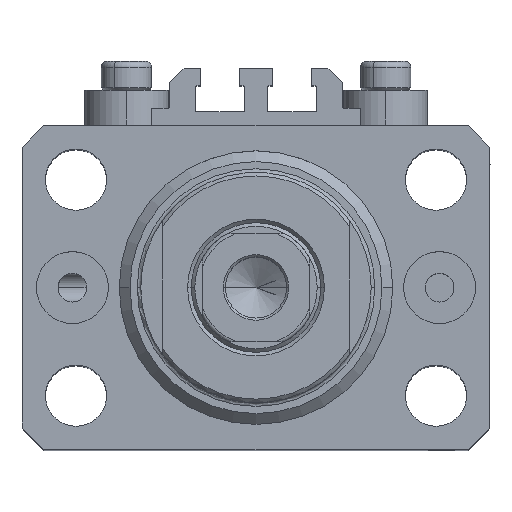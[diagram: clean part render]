
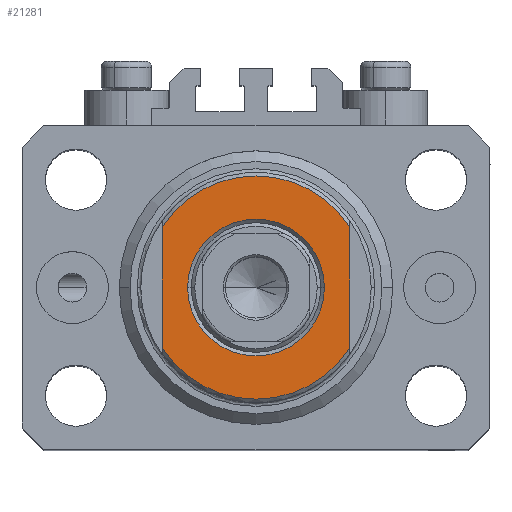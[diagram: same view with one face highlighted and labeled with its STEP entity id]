
A CAD part, top view. The second image highlights one B-rep face of the part: STEP entity #21281.
In plain terms, the highlighted face is planar.
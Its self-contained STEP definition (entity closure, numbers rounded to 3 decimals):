
#308 = VECTOR ( 'NONE', #11899, 1000. ) ;
#440 = LINE ( 'NONE', #23147, #308 ) ;
#1118 = VERTEX_POINT ( 'NONE', #20527 ) ;
#1490 = CARTESIAN_POINT ( 'NONE',  ( 0., 0., -6.5 ) ) ;
#2431 = DIRECTION ( 'NONE',  ( -1., 0., 0. ) ) ;
#5440 = EDGE_CURVE ( 'NONE', #21392, #34634, #45248, .T. ) ;
#9829 = FACE_BOUND ( 'NONE', #35472, .T. ) ;
#10405 = EDGE_CURVE ( 'NONE', #32459, #31220, #440, .T. ) ;
#10752 = AXIS2_PLACEMENT_3D ( 'NONE', #11849, #40486, #29757 ) ;
#11849 = CARTESIAN_POINT ( 'NONE',  ( 0., 0., -6.5 ) ) ;
#11899 = DIRECTION ( 'NONE',  ( 0., -1., 0. ) ) ;
#12854 = ORIENTED_EDGE ( 'NONE', *, *, #29445, .T. ) ;
#12899 = AXIS2_PLACEMENT_3D ( 'NONE', #35609, #35133, #2431 ) ;
#13976 = DIRECTION ( 'NONE',  ( 0., 0., -1. ) ) ;
#14240 = CARTESIAN_POINT ( 'NONE',  ( 13., -43.081, -6.5 ) ) ;
#18010 = ORIENTED_EDGE ( 'NONE', *, *, #18585, .T. ) ;
#18145 = VECTOR ( 'NONE', #43365, 1000. ) ;
#18585 = EDGE_CURVE ( 'NONE', #27500, #31220, #35617, .T. ) ;
#18614 = CARTESIAN_POINT ( 'NONE',  ( -13., -8.441, -6.5 ) ) ;
#19164 = EDGE_CURVE ( 'NONE', #32459, #1118, #30267, .T. ) ;
#20527 = CARTESIAN_POINT ( 'NONE',  ( 13., 8.441, -6.5 ) ) ;
#21281 = ADVANCED_FACE ( 'NONE', ( #9829, #24413 ), #31309, .T. ) ;
#21392 = VERTEX_POINT ( 'NONE', #21972 ) ;
#21972 = CARTESIAN_POINT ( 'NONE',  ( 9.5, 0., -6.5 ) ) ;
#23147 = CARTESIAN_POINT ( 'NONE',  ( -13., -43.081, -6.5 ) ) ;
#23402 = EDGE_CURVE ( 'NONE', #1118, #27500, #46951, .T. ) ;
#23711 = DIRECTION ( 'NONE',  ( -1., 0., 0. ) ) ;
#23964 = CARTESIAN_POINT ( 'NONE',  ( 0., 0., -6.5 ) ) ;
#24413 = FACE_OUTER_BOUND ( 'NONE', #29272, .T. ) ;
#24581 = CARTESIAN_POINT ( 'NONE',  ( -13., 8.441, -6.5 ) ) ;
#24677 = AXIS2_PLACEMENT_3D ( 'NONE', #1490, #26807, #23711 ) ;
#25683 = ORIENTED_EDGE ( 'NONE', *, *, #23402, .T. ) ;
#26807 = DIRECTION ( 'NONE',  ( 0., 0., 1. ) ) ;
#27500 = VERTEX_POINT ( 'NONE', #35974 ) ;
#27945 = CARTESIAN_POINT ( 'NONE',  ( -9.5, 0., -6.5 ) ) ;
#28064 = CARTESIAN_POINT ( 'NONE',  ( 0., 0., -6.5 ) ) ;
#29272 = EDGE_LOOP ( 'NONE', ( #36607, #25683, #18010, #37629 ) ) ;
#29445 = EDGE_CURVE ( 'NONE', #34634, #21392, #33621, .T. ) ;
#29757 = DIRECTION ( 'NONE',  ( -1., 0., 0. ) ) ;
#29883 = ORIENTED_EDGE ( 'NONE', *, *, #5440, .T. ) ;
#30267 = CIRCLE ( 'NONE', #45535, 15.5 ) ;
#31220 = VERTEX_POINT ( 'NONE', #18614 ) ;
#31309 = PLANE ( 'NONE',  #12899 ) ;
#31559 = DIRECTION ( 'NONE',  ( -1., 0., 0. ) ) ;
#32459 = VERTEX_POINT ( 'NONE', #24581 ) ;
#33313 = AXIS2_PLACEMENT_3D ( 'NONE', #23964, #38490, #31559 ) ;
#33621 = CIRCLE ( 'NONE', #10752, 9.5 ) ;
#34634 = VERTEX_POINT ( 'NONE', #27945 ) ;
#34974 = DIRECTION ( 'NONE',  ( -1., 0., 0. ) ) ;
#35133 = DIRECTION ( 'NONE',  ( 0., 0., -1. ) ) ;
#35472 = EDGE_LOOP ( 'NONE', ( #12854, #29883 ) ) ;
#35609 = CARTESIAN_POINT ( 'NONE',  ( 0., 0., -6.5 ) ) ;
#35617 = CIRCLE ( 'NONE', #33313, 15.5 ) ;
#35974 = CARTESIAN_POINT ( 'NONE',  ( 13., -8.441, -6.5 ) ) ;
#36607 = ORIENTED_EDGE ( 'NONE', *, *, #19164, .T. ) ;
#37629 = ORIENTED_EDGE ( 'NONE', *, *, #10405, .F. ) ;
#38490 = DIRECTION ( 'NONE',  ( 0., 0., -1. ) ) ;
#40486 = DIRECTION ( 'NONE',  ( 0., 0., 1. ) ) ;
#43365 = DIRECTION ( 'NONE',  ( 0., -1., 0. ) ) ;
#45248 = CIRCLE ( 'NONE', #24677, 9.5 ) ;
#45535 = AXIS2_PLACEMENT_3D ( 'NONE', #28064, #13976, #34974 ) ;
#46951 = LINE ( 'NONE', #14240, #18145 ) ;
